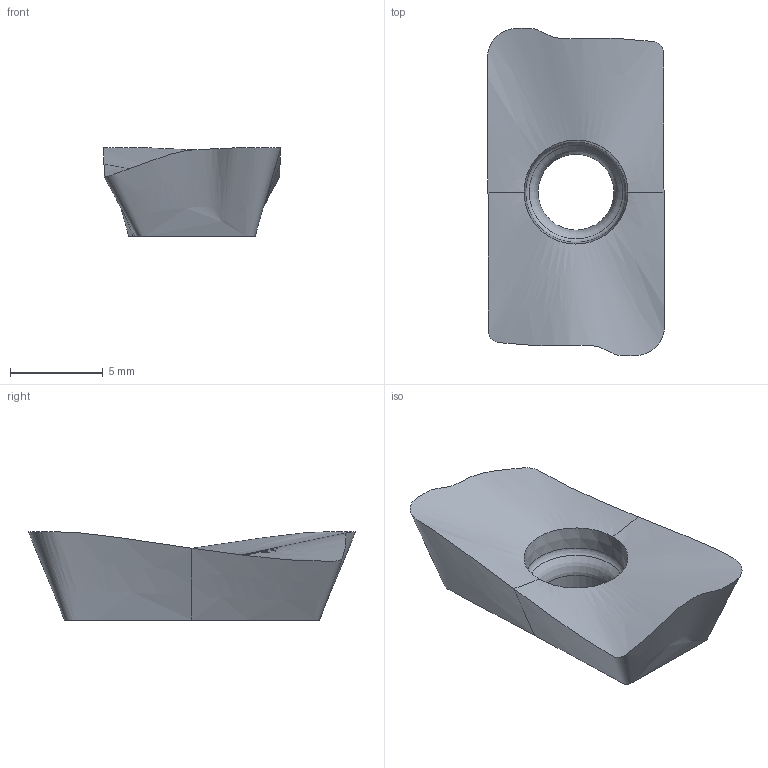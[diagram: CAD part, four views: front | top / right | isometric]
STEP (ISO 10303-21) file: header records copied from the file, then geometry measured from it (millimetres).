
FILE_DESCRIPTION(/* description */ (''),/* implementation_level */ '2;1');
FILE_NAME(/* name */ 'aaa337862_a.stp',/* time_stamp */ '2019-10-02T09:15:24+02:00',/* author */ (''),/* organization */ ('SMS'),/* preprocessor_version */ 'ST-DEVELOPER v16.7',/* originating_system */ 'SIEMENS PLM Software NX 12.0',/* authorisation */ '');
FILE_SCHEMA (('AUTOMOTIVE_DESIGN { 1 0 10303 214 3 1 1 1 }'));
Length unit declared in the file: millimetre
Products named in the file (1): AAA337862_A
Bounding box: 9.56 x 17.65 x 4.76 mm (x, y, z)
Volume: 394.4 mm3; surface area: 469.2 mm2
Topology: 1 solids, 1 shells, 13 faces, 26 edges, 16 vertices
Faces by surface type: plane 5, bspline 4, torus 2, cone 1, cylinder 1
Full cylindrical faces by diameter (mm): 4.1 x1
Entity records: 5195 total; most frequent: CARTESIAN_POINT 4925, ORIENTED_EDGE 42, DIRECTION 34, EDGE_CURVE 21, EDGE_LOOP 18, B_SPLINE_CURVE_WITH_KNOTS 18, AXIS2_PLACEMENT_3D 17, ADVANCED_FACE 13
